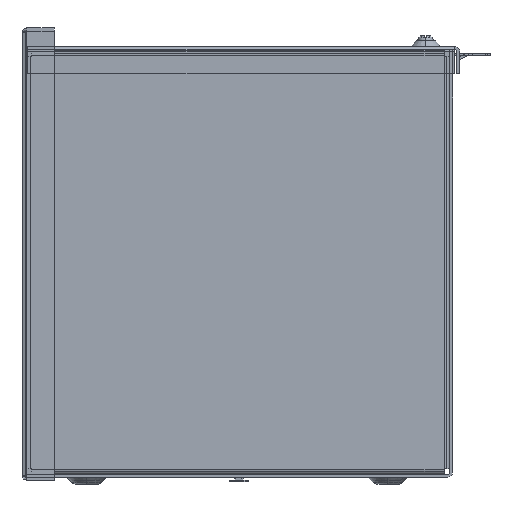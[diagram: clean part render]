
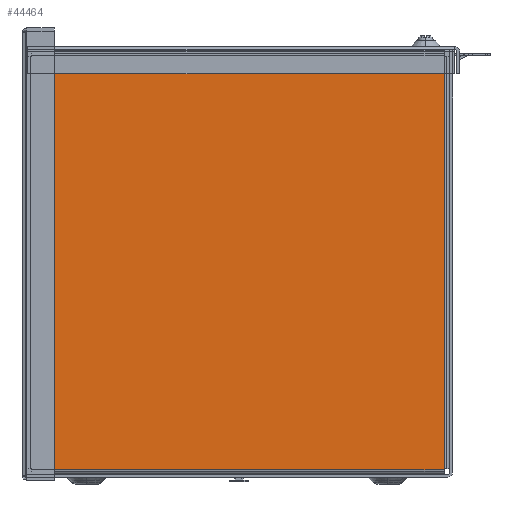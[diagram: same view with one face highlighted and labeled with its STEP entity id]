
A CAD part, left-side view. The second image highlights one B-rep face of the part: STEP entity #44464.
In plain terms, the highlighted planar face has unit normal (-1, 0, 0).
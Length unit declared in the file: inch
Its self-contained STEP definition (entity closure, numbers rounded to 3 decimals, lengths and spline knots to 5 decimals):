
#1031 = DIRECTION ( 'NONE',  ( 0., 0., -1. ) ) ;
#1187 = EDGE_CURVE ( 'NONE', #32846, #10059, #46830, .T. ) ;
#1993 = CARTESIAN_POINT ( 'NONE',  ( -58., 4.819, 0.197 ) ) ;
#2542 = CARTESIAN_POINT ( 'NONE',  ( -58., 4.819, 0.072 ) ) ;
#3152 = DIRECTION ( 'NONE',  ( 0., 1., 0. ) ) ;
#3730 = VECTOR ( 'NONE', #1031, 39.37008 ) ;
#3929 = ORIENTED_EDGE ( 'NONE', *, *, #5313, .T. ) ;
#4671 = VERTEX_POINT ( 'NONE', #27909 ) ;
#5313 = EDGE_CURVE ( 'NONE', #36321, #45518, #26308, .T. ) ;
#5478 = LINE ( 'NONE', #22189, #17255 ) ;
#5479 = EDGE_CURVE ( 'NONE', #4671, #22906, #23716, .T. ) ;
#5913 = ORIENTED_EDGE ( 'NONE', *, *, #54663, .T. ) ;
#6642 = DIRECTION ( 'NONE',  ( -1., 0., 0. ) ) ;
#7211 = PLANE ( 'NONE',  #22004 ) ;
#7653 = DIRECTION ( 'NONE',  ( 0., -1., 0. ) ) ;
#7804 = CARTESIAN_POINT ( 'NONE',  ( -58., -4.784, 0.197 ) ) ;
#9269 = LINE ( 'NONE', #34228, #12220 ) ;
#9291 = ORIENTED_EDGE ( 'NONE', *, *, #27399, .T. ) ;
#9577 = EDGE_CURVE ( 'NONE', #27575, #32087, #5478, .T. ) ;
#10059 = VERTEX_POINT ( 'NONE', #1993 ) ;
#10120 = DIRECTION ( 'NONE',  ( 0., -1., 0. ) ) ;
#10886 = FACE_OUTER_BOUND ( 'NONE', #54593, .T. ) ;
#11160 = LINE ( 'NONE', #15134, #47301 ) ;
#11295 = LINE ( 'NONE', #2542, #35619 ) ;
#11580 = VERTEX_POINT ( 'NONE', #37947 ) ;
#12220 = VECTOR ( 'NONE', #33946, 39.37008 ) ;
#12239 = VECTOR ( 'NONE', #52906, 39.37008 ) ;
#12570 = VECTOR ( 'NONE', #41791, 39.37008 ) ;
#13478 = CARTESIAN_POINT ( 'NONE',  ( -58., 4.836, 9.908 ) ) ;
#13987 = EDGE_CURVE ( 'NONE', #32087, #11580, #24672, .T. ) ;
#14329 = CARTESIAN_POINT ( 'NONE',  ( -58., -4.767, 0.197 ) ) ;
#14670 = ORIENTED_EDGE ( 'NONE', *, *, #1187, .T. ) ;
#15134 = CARTESIAN_POINT ( 'NONE',  ( -58., -4.767, 9.908 ) ) ;
#16457 = EDGE_CURVE ( 'NONE', #45518, #4671, #9269, .T. ) ;
#17255 = VECTOR ( 'NONE', #18480, 39.37008 ) ;
#17486 = ORIENTED_EDGE ( 'NONE', *, *, #34020, .T. ) ;
#17717 = LINE ( 'NONE', #13478, #3730 ) ;
#18480 = DIRECTION ( 'NONE',  ( 0., 0., -1. ) ) ;
#19321 = EDGE_CURVE ( 'NONE', #26233, #27575, #30583, .T. ) ;
#20084 = CARTESIAN_POINT ( 'NONE',  ( -58., 4.819, 9.783 ) ) ;
#20272 = LINE ( 'NONE', #42066, #12570 ) ;
#21446 = CARTESIAN_POINT ( 'NONE',  ( -58., -4.767, 9.8 ) ) ;
#22004 = AXIS2_PLACEMENT_3D ( 'NONE', #45422, #6642, #37210 ) ;
#22189 = CARTESIAN_POINT ( 'NONE',  ( -58., 4.819, 9.783 ) ) ;
#22361 = CARTESIAN_POINT ( 'NONE',  ( -58., 4.944, 9.8 ) ) ;
#22496 = VECTOR ( 'NONE', #23445, 39.37008 ) ;
#22906 = VERTEX_POINT ( 'NONE', #51365 ) ;
#23445 = DIRECTION ( 'NONE',  ( 0., 1., 0. ) ) ;
#23716 = LINE ( 'NONE', #45494, #22496 ) ;
#24501 = CARTESIAN_POINT ( 'NONE',  ( -58., 4.819, 0.197 ) ) ;
#24672 = LINE ( 'NONE', #41932, #33346 ) ;
#25036 = ORIENTED_EDGE ( 'NONE', *, *, #13987, .T. ) ;
#26053 = VECTOR ( 'NONE', #10120, 39.37008 ) ;
#26233 = VERTEX_POINT ( 'NONE', #21446 ) ;
#26308 = LINE ( 'NONE', #31379, #26053 ) ;
#27083 = CARTESIAN_POINT ( 'NONE',  ( -58., 4.836, 0.197 ) ) ;
#27399 = EDGE_CURVE ( 'NONE', #51778, #36321, #20272, .T. ) ;
#27575 = VERTEX_POINT ( 'NONE', #47700 ) ;
#27909 = CARTESIAN_POINT ( 'NONE',  ( -58., -4.784, 9.783 ) ) ;
#28685 = ORIENTED_EDGE ( 'NONE', *, *, #52392, .T. ) ;
#28740 = ORIENTED_EDGE ( 'NONE', *, *, #16457, .T. ) ;
#30583 = LINE ( 'NONE', #22361, #12239 ) ;
#31175 = ORIENTED_EDGE ( 'NONE', *, *, #5479, .T. ) ;
#31379 = CARTESIAN_POINT ( 'NONE',  ( -58., -4.892, 0.197 ) ) ;
#32087 = VERTEX_POINT ( 'NONE', #20084 ) ;
#32846 = VERTEX_POINT ( 'NONE', #27083 ) ;
#33346 = VECTOR ( 'NONE', #3152, 39.37008 ) ;
#33664 = ORIENTED_EDGE ( 'NONE', *, *, #19321, .T. ) ;
#33826 = VECTOR ( 'NONE', #7653, 39.37008 ) ;
#33926 = CARTESIAN_POINT ( 'NONE',  ( -58., 4.819, 0.18 ) ) ;
#33946 = DIRECTION ( 'NONE',  ( 0., 0., 1. ) ) ;
#34020 = EDGE_CURVE ( 'NONE', #11580, #32846, #17717, .T. ) ;
#34228 = CARTESIAN_POINT ( 'NONE',  ( -58., -4.784, 9.908 ) ) ;
#35084 = ORIENTED_EDGE ( 'NONE', *, *, #9577, .T. ) ;
#35619 = VECTOR ( 'NONE', #37349, 39.37008 ) ;
#36321 = VERTEX_POINT ( 'NONE', #14329 ) ;
#37210 = DIRECTION ( 'NONE',  ( 0., 0., -1. ) ) ;
#37349 = DIRECTION ( 'NONE',  ( 0., 0., -1. ) ) ;
#37947 = CARTESIAN_POINT ( 'NONE',  ( -58., 4.836, 9.783 ) ) ;
#38227 = LINE ( 'NONE', #50946, #33826 ) ;
#38342 = DIRECTION ( 'NONE',  ( 0., -1., 0. ) ) ;
#41120 = ORIENTED_EDGE ( 'NONE', *, *, #45171, .T. ) ;
#41791 = DIRECTION ( 'NONE',  ( 0., 0., 1. ) ) ;
#41932 = CARTESIAN_POINT ( 'NONE',  ( -58., 4.944, 9.783 ) ) ;
#42066 = CARTESIAN_POINT ( 'NONE',  ( -58., -4.767, 0.197 ) ) ;
#42510 = CARTESIAN_POINT ( 'NONE',  ( -58., -4.767, 0.18 ) ) ;
#44464 = ADVANCED_FACE ( 'NONE', ( #10886 ), #7211, .T. ) ;
#45171 = EDGE_CURVE ( 'NONE', #10059, #55153, #11295, .T. ) ;
#45422 = CARTESIAN_POINT ( 'NONE',  ( -58., 4.944, 9.908 ) ) ;
#45494 = CARTESIAN_POINT ( 'NONE',  ( -58., -4.767, 9.783 ) ) ;
#45518 = VERTEX_POINT ( 'NONE', #7804 ) ;
#46830 = LINE ( 'NONE', #24501, #48490 ) ;
#47301 = VECTOR ( 'NONE', #50226, 39.37008 ) ;
#47700 = CARTESIAN_POINT ( 'NONE',  ( -58., 4.819, 9.8 ) ) ;
#48490 = VECTOR ( 'NONE', #38342, 39.37008 ) ;
#50226 = DIRECTION ( 'NONE',  ( 0., 0., 1. ) ) ;
#50946 = CARTESIAN_POINT ( 'NONE',  ( -58., 4.944, 0.18 ) ) ;
#51365 = CARTESIAN_POINT ( 'NONE',  ( -58., -4.767, 9.783 ) ) ;
#51778 = VERTEX_POINT ( 'NONE', #42510 ) ;
#52392 = EDGE_CURVE ( 'NONE', #22906, #26233, #11160, .T. ) ;
#52906 = DIRECTION ( 'NONE',  ( 0., 1., 0. ) ) ;
#54593 = EDGE_LOOP ( 'NONE', ( #28740, #31175, #28685, #33664, #35084, #25036, #17486, #14670, #41120, #5913, #9291, #3929 ) ) ;
#54663 = EDGE_CURVE ( 'NONE', #55153, #51778, #38227, .T. ) ;
#55153 = VERTEX_POINT ( 'NONE', #33926 ) ;
